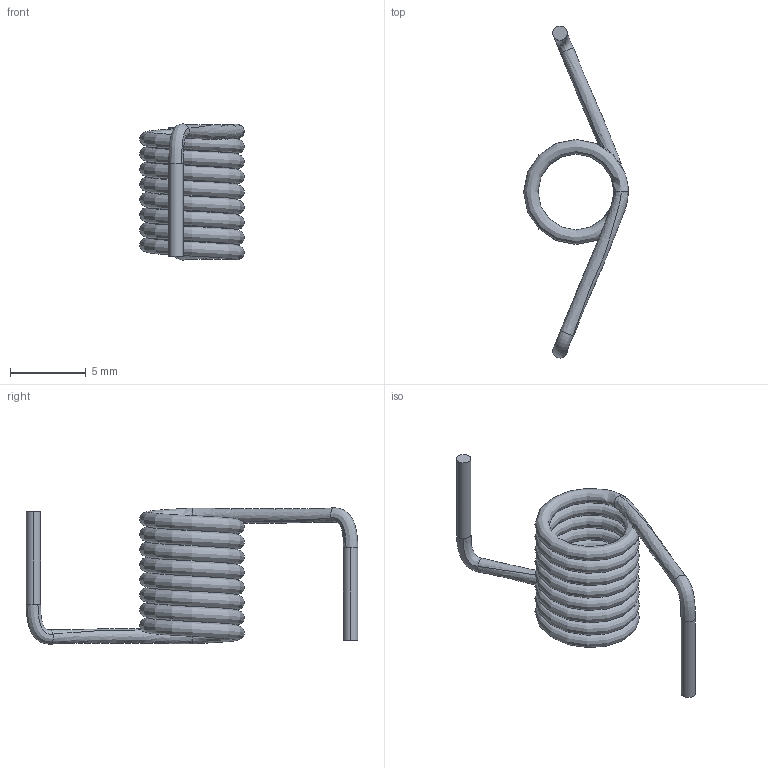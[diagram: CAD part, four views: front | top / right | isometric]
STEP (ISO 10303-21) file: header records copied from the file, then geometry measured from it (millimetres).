
FILE_DESCRIPTION(('STEP AP214'),'1');
FILE_NAME('1168-B2P-B.step','2014-03-27T09:50:29',(' '),(' '),'Spatial InterOp 3D',' ',' ');
FILE_SCHEMA(('automotive_design'));
Length unit declared in the file: metre
Products named in the file (1): 1
Bounding box: 6.91 x 21.88 x 8.98 mm (x, y, z)
Volume: 132.8 mm3; surface area: 559.2 mm2
Topology: 1 solids, 1 shells, 15 faces, 44 edges, 28 vertices
Faces by surface type: bspline 9, cylinder 4, plane 2
Entity records: 2285 total; most frequent: CARTESIAN_POINT 1798, ORIENTED_EDGE 80, DIRECTION 62, EDGE_CURVE 40, AXIS2_PLACEMENT_3D 29, VERTEX_POINT 26, CIRCLE 22, EDGE_LOOP 18
